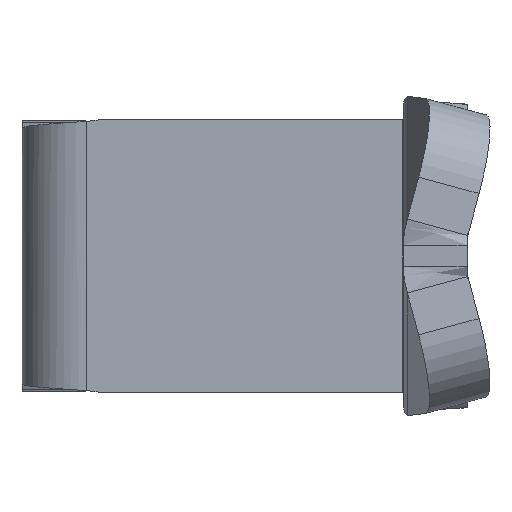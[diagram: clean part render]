
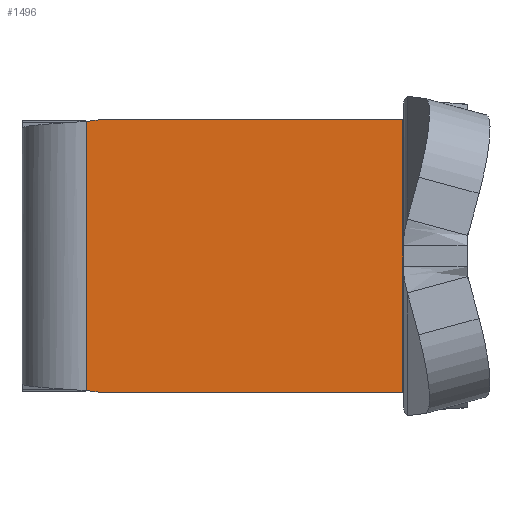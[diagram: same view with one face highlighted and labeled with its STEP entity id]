
A CAD part, left-side view. The second image highlights one B-rep face of the part: STEP entity #1496.
In plain terms, the highlighted planar face has unit normal (-1, 0, 0).
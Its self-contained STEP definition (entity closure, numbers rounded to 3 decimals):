
#23 = VERTEX_POINT ( 'NONE', #4023 ) ;
#36 = FACE_OUTER_BOUND ( 'NONE', #564, .T. ) ;
#111 = ORIENTED_EDGE ( 'NONE', *, *, #3202, .T. ) ;
#237 = EDGE_CURVE ( 'NONE', #3517, #1838, #1911, .T. ) ;
#258 = LINE ( 'NONE', #2269, #3092 ) ;
#284 = CARTESIAN_POINT ( 'NONE',  ( -15.95, 19.07, 8.58 ) ) ;
#430 = EDGE_CURVE ( 'NONE', #933, #3291, #3022, .T. ) ;
#564 = EDGE_LOOP ( 'NONE', ( #1845, #2432, #1909, #2425, #3221, #111 ) ) ;
#710 = DIRECTION ( 'NONE',  ( 0., 1., 0. ) ) ;
#779 = EDGE_CURVE ( 'NONE', #23, #933, #2574, .T. ) ;
#933 = VERTEX_POINT ( 'NONE', #3041 ) ;
#936 = CARTESIAN_POINT ( 'NONE',  ( -15.95, 27.42, 7.5 ) ) ;
#1017 = VECTOR ( 'NONE', #3913, 1000. ) ;
#1189 = VECTOR ( 'NONE', #1976, 1000. ) ;
#1331 = LINE ( 'NONE', #3671, #2912 ) ;
#1376 = PLANE ( 'NONE',  #2423 ) ;
#1404 = CARTESIAN_POINT ( 'NONE',  ( -15.95, 12.83, 8.58 ) ) ;
#1496 = ADVANCED_FACE ( 'NONE', ( #36 ), #1376, .T. ) ;
#1555 = CARTESIAN_POINT ( 'NONE',  ( -15.95, 19.95, 8.466 ) ) ;
#1640 = VERTEX_POINT ( 'NONE', #1555 ) ;
#1838 = VERTEX_POINT ( 'NONE', #2119 ) ;
#1845 = ORIENTED_EDGE ( 'NONE', *, *, #779, .T. ) ;
#1868 = CARTESIAN_POINT ( 'NONE',  ( -15.95, 27.42, -7.5 ) ) ;
#1909 = ORIENTED_EDGE ( 'NONE', *, *, #2743, .F. ) ;
#1911 = LINE ( 'NONE', #1868, #2817 ) ;
#1976 = DIRECTION ( 'NONE',  ( 0., -0.992, 0.128 ) ) ;
#2119 = CARTESIAN_POINT ( 'NONE',  ( -15.95, 19.95, -8.466 ) ) ;
#2133 = CARTESIAN_POINT ( 'NONE',  ( -15.95, 19.07, -8.58 ) ) ;
#2269 = CARTESIAN_POINT ( 'NONE',  ( -15.95, 12.83, -8.58 ) ) ;
#2290 = DIRECTION ( 'NONE',  ( 0., 0.992, 0.128 ) ) ;
#2351 = DIRECTION ( 'NONE',  ( -1., 0., 0. ) ) ;
#2423 = AXIS2_PLACEMENT_3D ( 'NONE', #3739, #2351, #3469 ) ;
#2425 = ORIENTED_EDGE ( 'NONE', *, *, #4004, .T. ) ;
#2432 = ORIENTED_EDGE ( 'NONE', *, *, #430, .T. ) ;
#2571 = DIRECTION ( 'NONE',  ( 0., -1., 0. ) ) ;
#2574 = LINE ( 'NONE', #4245, #1017 ) ;
#2743 = EDGE_CURVE ( 'NONE', #1640, #3291, #4011, .T. ) ;
#2817 = VECTOR ( 'NONE', #2290, 1000. ) ;
#2912 = VECTOR ( 'NONE', #2960, 1000. ) ;
#2960 = DIRECTION ( 'NONE',  ( 0., 0., -1. ) ) ;
#3022 = LINE ( 'NONE', #1404, #3548 ) ;
#3041 = CARTESIAN_POINT ( 'NONE',  ( -15.95, 0.05, 8.58 ) ) ;
#3092 = VECTOR ( 'NONE', #2571, 1000. ) ;
#3202 = EDGE_CURVE ( 'NONE', #3517, #23, #258, .T. ) ;
#3221 = ORIENTED_EDGE ( 'NONE', *, *, #237, .F. ) ;
#3291 = VERTEX_POINT ( 'NONE', #284 ) ;
#3469 = DIRECTION ( 'NONE',  ( 0., -1., 0. ) ) ;
#3517 = VERTEX_POINT ( 'NONE', #2133 ) ;
#3548 = VECTOR ( 'NONE', #710, 1000. ) ;
#3671 = CARTESIAN_POINT ( 'NONE',  ( -15.95, 19.95, 0. ) ) ;
#3739 = CARTESIAN_POINT ( 'NONE',  ( -15.95, 12.83, 0. ) ) ;
#3913 = DIRECTION ( 'NONE',  ( 0., 0., 1. ) ) ;
#4004 = EDGE_CURVE ( 'NONE', #1640, #1838, #1331, .T. ) ;
#4011 = LINE ( 'NONE', #936, #1189 ) ;
#4023 = CARTESIAN_POINT ( 'NONE',  ( -15.95, 0.05, -8.58 ) ) ;
#4245 = CARTESIAN_POINT ( 'NONE',  ( -15.95, 0.05, -17.912 ) ) ;
